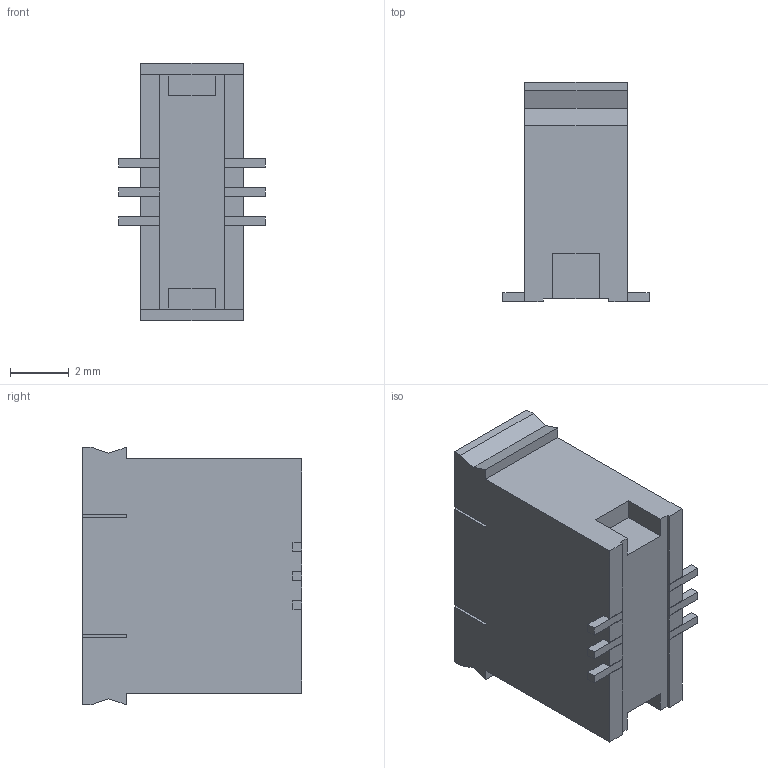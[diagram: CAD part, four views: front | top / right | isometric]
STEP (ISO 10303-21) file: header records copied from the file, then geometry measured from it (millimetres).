
FILE_DESCRIPTION(/* description */ (''),/* implementation_level */ '2;1');
FILE_NAME(/* name */ '5561-06-3.stp',/* time_stamp */ '2018-03-07T14:43:41+01:00',/* author */ ('Andreas.Larin'),/* organization */ (''),/* preprocessor_version */ 'ST-DEVELOPER v15.6',/* originating_system */ 'Autodesk Inventor 2015',/* authorisation */ '');
FILE_SCHEMA (('AUTOMOTIVE_DESIGN { 1 0 10303 214 3 1 1 }'));
Length unit declared in the file: millimetre
Products named in the file (1): 5561-06-3
Bounding box: 5 x 7.5 x 8.8 mm (x, y, z)
Volume: 201.3 mm3; surface area: 267.3 mm2
Topology: 1 solids, 1 shells, 94 faces, 276 edges, 184 vertices
Faces by surface type: plane 94
Entity records: 3128 total; most frequent: CARTESIAN_POINT 555, ORIENTED_EDGE 552, DIRECTION 466, LINE 276, VECTOR 276, EDGE_CURVE 276, VERTEX_POINT 184, AXIS2_PLACEMENT_3D 95
